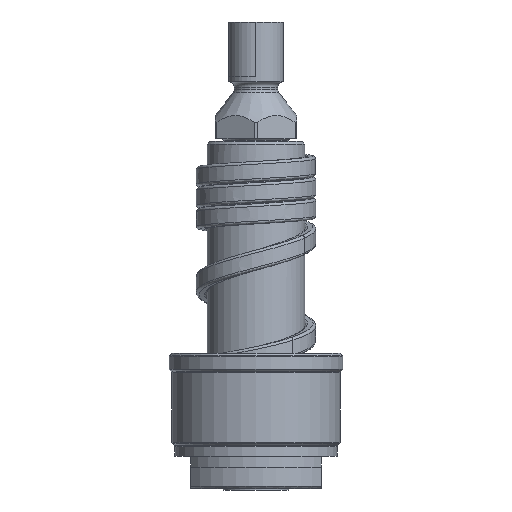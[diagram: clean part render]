
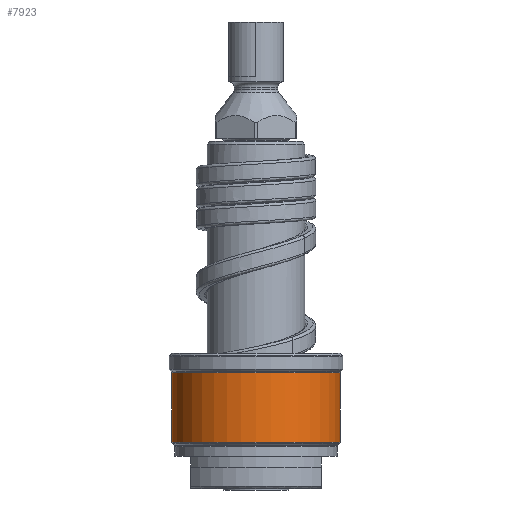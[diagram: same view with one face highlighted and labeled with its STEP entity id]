
A CAD part, front view. The second image highlights one B-rep face of the part: STEP entity #7923.
In plain terms, the highlighted cylindrical face has radius 15.5 mm (diameter 31 mm), a partial arc.
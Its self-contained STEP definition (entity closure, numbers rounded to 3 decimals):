
#1822=CARTESIAN_POINT('',(0.,0.,8.583));
#1823=DIRECTION('',(0.,0.,1.));
#1824=DIRECTION('',(-1.,0.,0.));
#1825=AXIS2_PLACEMENT_3D('',#1822,#1823,#1824);
#1827=DIRECTION('',(0.,0.,-1.));
#1828=VECTOR('',#1827,12.835);
#1829=CARTESIAN_POINT('',(-15.5,0.,21.417));
#1830=LINE('',#1829,#1828);
#1831=CARTESIAN_POINT('',(0.,0.,21.417));
#1832=DIRECTION('',(0.,0.,1.));
#1833=DIRECTION('',(-1.,0.,0.));
#1834=AXIS2_PLACEMENT_3D('',#1831,#1832,#1833);
#1836=DIRECTION('',(0.,0.,-1.));
#1837=VECTOR('',#1836,12.835);
#1838=CARTESIAN_POINT('',(15.5,0.,21.417));
#1839=LINE('',#1838,#1837);
#5466=CARTESIAN_POINT('',(15.5,0.,21.417));
#5467=CARTESIAN_POINT('',(-15.5,0.,21.417));
#5468=VERTEX_POINT('',#5466);
#5469=VERTEX_POINT('',#5467);
#5492=CARTESIAN_POINT('',(15.5,0.,8.583));
#5493=VERTEX_POINT('',#5492);
#5494=CARTESIAN_POINT('',(-15.5,0.,8.583));
#5495=VERTEX_POINT('',#5494);
#7911=CARTESIAN_POINT('',(0.,0.,7.15));
#7912=DIRECTION('',(0.,0.,1.));
#7913=DIRECTION('',(-1.,0.,0.));
#7914=AXIS2_PLACEMENT_3D('',#7911,#7912,#7913);
#7915=CYLINDRICAL_SURFACE('',#7914,15.5);
#7916=ORIENTED_EDGE('',*,*,#7883,.F.);
#7917=ORIENTED_EDGE('',*,*,#7901,.F.);
#7919=ORIENTED_EDGE('',*,*,#7918,.T.);
#7920=ORIENTED_EDGE('',*,*,#7897,.T.);
#7921=EDGE_LOOP('',(#7916,#7917,#7919,#7920));
#7922=FACE_OUTER_BOUND('',#7921,.F.);
#1826=CIRCLE('',#1825,15.5);
#1835=CIRCLE('',#1834,15.5);
#7883=EDGE_CURVE('',#5495,#5493,#1826,.T.);
#7897=EDGE_CURVE('',#5468,#5493,#1839,.T.);
#7901=EDGE_CURVE('',#5469,#5495,#1830,.T.);
#7918=EDGE_CURVE('',#5469,#5468,#1835,.T.);
#7923=ADVANCED_FACE('',(#7922),#7915,.T.);
